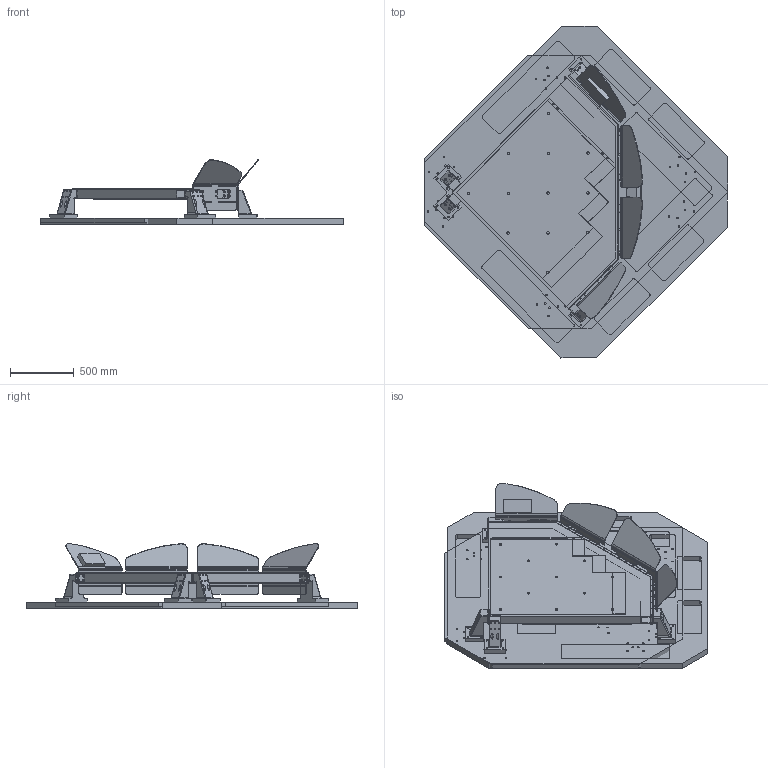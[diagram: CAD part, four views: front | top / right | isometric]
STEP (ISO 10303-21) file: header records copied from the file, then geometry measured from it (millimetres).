
FILE_DESCRIPTION((''),'2;1');
FILE_NAME('RQM_SIMPLIFIED_ASM','2022-12-14T12:16:55',('esavin'),(''),'CREO PARAMETRIC BY PTC INC, 2022284','CREO PARAMETRIC BY PTC INC, 2022284','');
FILE_SCHEMA(('CONFIG_CONTROL_DESIGN'));
Products named in the file (51): FOOT; SIMPL-MERGED_OCTO; CONNECTOR_DRAGON_FIXATION; DOUBLE_CONNECTOR_RADIATOR; CONNECTOR_OCTOFRAME_RADIATOR; CONNECTOR_OCTOFRAME; CONNECTOR_FEET; HONEYCOMB_; FEET_FIXTURE; FOOT_2; FOOT_3; UPPER_MECHANICAL_STRUCTURE_; LOWER_MECHANICAL_STRUCTURE_; SINGLE-LADDER-HALF_LH; SINGLE-DETECTOR-HALF_LH; EL-HALF-1_LH; EL-HALF-2_LH; QLCS-LH_DETECTOR_ASM; QLCS-TOPSKIN-LH; QLCS-LH-HC; QLCS-LH-BOTTOMSKIN; QLCS-LH_ASM; QLCS-RH_BOTTOMSKIN; QLCS-RH_HC; QLCS-RH_TOPSKIN; SINGLE-LADDER-HALF; SINGLE-DETECTOR-HALF; EL-HALF-1; EL-HALF-2; QLCS-RH_DETECTOR_ASM; QLCS_RH_ASM; QLCS-H_ASM; QLCS-R_BOTTOMSKIN; QLCS-R_HONEYCOMB; QLCS-R_TOPSKIN; SINGLE-LADDER-R; SINGLE-DETECTOR; ELECT-1-R; EL-2-R; EL-3-R ...
Assembly tree (69 placements, depth 5):
  RQM_SIMPLIFIED_ASM
    FOOT
    SIMPL-MERGED_OCTO
    CONNECTOR_DRAGON_FIXATION
    DOUBLE_CONNECTOR_RADIATOR  x4
    CONNECTOR_OCTOFRAME_RADIATOR  x4
    CONNECTOR_OCTOFRAME  x2
    CONNECTOR_FEET  x2
    HONEYCOMB_
    FEET_FIXTURE
    FOOT_2  x2
    FOOT_3  x2
    UPPER_MECHANICAL_STRUCTURE_
    LOWER_MECHANICAL_STRUCTURE_
    QLCS-H_ASM
      QLCS-LH_ASM
        QLCS-LH_DETECTOR_ASM
          SINGLE-LADDER-HALF_LH
          SINGLE-DETECTOR-HALF_LH
          EL-HALF-1_LH
          EL-HALF-2_LH
        QLCS-TOPSKIN-LH
        QLCS-LH-HC
        QLCS-LH-BOTTOMSKIN
      QLCS_RH_ASM
        QLCS-RH_BOTTOMSKIN
        QLCS-RH_HC
        QLCS-RH_TOPSKIN
        QLCS-RH_DETECTOR_ASM
          SINGLE-LADDER-HALF
          SINGLE-DETECTOR-HALF
          EL-HALF-1
          EL-HALF-2
    QLCS_R_ASM
      QLCS-R_BOTTOMSKIN
      QLCS-R_HONEYCOMB
      QLCS-R_TOPSKIN
      QLCS-R_DETECTOR_ASM
        SINGLE-LADDER-R
        SINGLE-DETECTOR
        ELECT-1-R
        EL-2-R
        EL-3-R
    MERGED-ALUMINUM-FIXATION_2  x2
    RADIATOR_1
    RADIATOR_2
    RADIATOR_3
    RADIATOR_4
    ALUMINUM-FIXATION_1  x8
    RADIATOR_ELECTRONICS
    PLATE_X-Y_V2  x2
Bounding box: 2386.49 x 2612.76 x 510.28 mm (x, y, z)
Volume: 431061678.6 mm3; surface area: 48215438.3 mm2
Topology: 62 solids, 70 shells, 3470 faces, 8376 edges, 5477 vertices
Faces by surface type: cylinder 2037, plane 1261, torus 76, cone 48, bspline 32, sphere 12, extrusion 4
Entity records: 75554 total; most frequent: CARTESIAN_POINT 14453, DIRECTION 13433, ORIENTED_EDGE 11722, EDGE_CURVE 5861, AXIS2_PLACEMENT_3D 5246, VERTEX_POINT 3865, EDGE_LOOP 3276, VECTOR 2941
